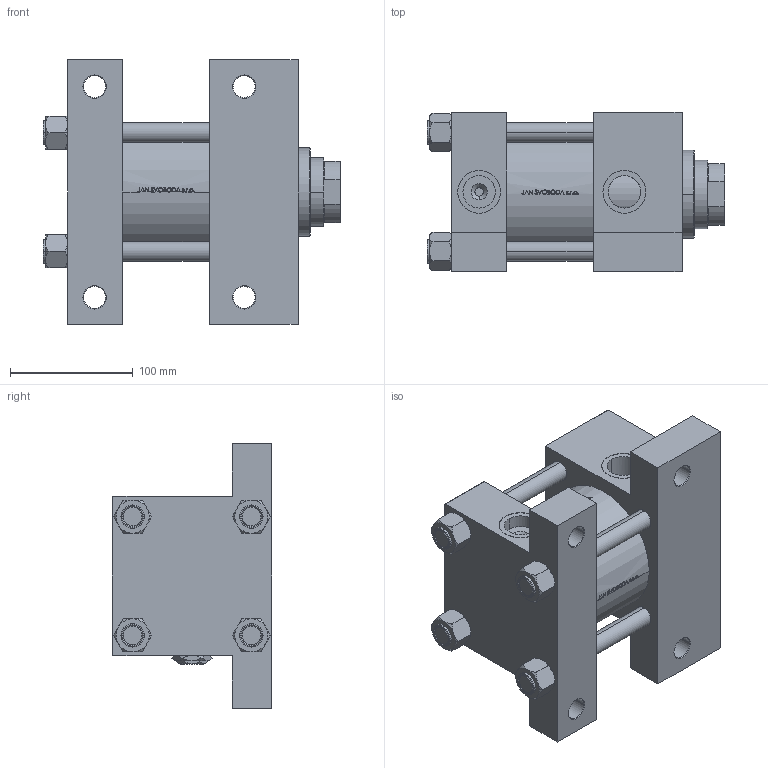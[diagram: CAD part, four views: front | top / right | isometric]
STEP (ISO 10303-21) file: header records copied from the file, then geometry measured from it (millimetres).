
FILE_DESCRIPTION (( 'STEP AP203' ), '1' );
FILE_NAME ('de23.STEP', '2024-05-23T15:04:57', ( '' ), ( '' ), 'SwSTEP 2.0', 'SolidWorks 2019', '' );
FILE_SCHEMA (( 'CONFIG_CONTROL_DESIGN' ));
Length unit declared in the file: millimetre
Products named in the file (7): de23; V215CR_VCP_G 0a9aabba37439270026bf830475cf9b6; Zatka_pro_OIL_PORT 0a9aabba37439270026bf830475cf9b6; V215_VC_A 0a9aabba37439270026bf830475cf9b6; V215CR_G_TYCINKA 0a9aabba37439270026bf830475cf9b6; NUT_M5_G 0a9aabba37439270026bf830475cf9b6; V215CR_G_Body 0a9aabba37439270026bf830475cf9b6
Assembly tree (13 placements, depth 2):
  de23
    V215CR_G_Body 0a9aabba37439270026bf830475cf9b6
    V215CR_VCP_G 0a9aabba37439270026bf830475cf9b6
    V215CR_G_TYCINKA 0a9aabba37439270026bf830475cf9b6  x4
    NUT_M5_G 0a9aabba37439270026bf830475cf9b6  x4
    V215_VC_A 0a9aabba37439270026bf830475cf9b6
    Zatka_pro_OIL_PORT 0a9aabba37439270026bf830475cf9b6  x2
Bounding box: 243 x 130 x 216 mm (x, y, z)
Volume: 2773623.6 mm3; surface area: 370925.5 mm2
Topology: 13 solids, 13 shells, 1231 faces, 3130 edges, 2013 vertices
Faces by surface type: plane 525, bspline 380, cone 186, cylinder 132, torus 8
Entity records: 50027 total; most frequent: CARTESIAN_POINT 26749, ORIENTED_EDGE 5332, DIRECTION 3350, EDGE_CURVE 2666, VERTEX_POINT 1733, LINE 1354, VECTOR 1354, EDGE_LOOP 1143
